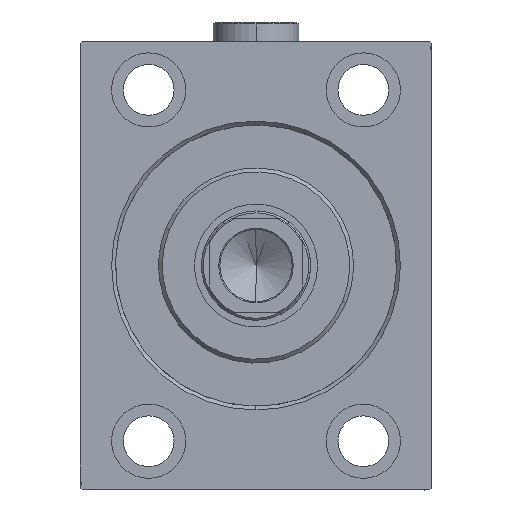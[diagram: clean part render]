
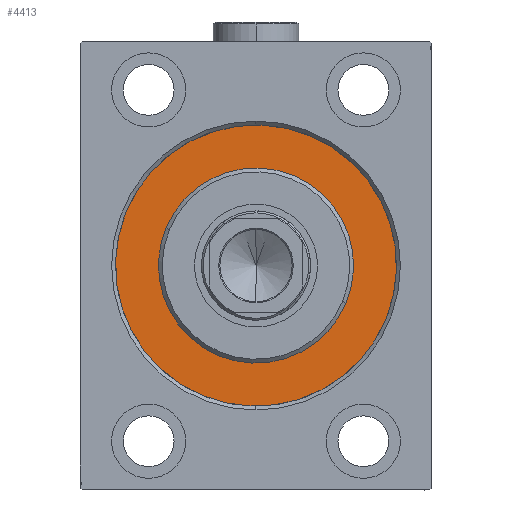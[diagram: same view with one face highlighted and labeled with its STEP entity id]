
A CAD part, left-side view. The second image highlights one B-rep face of the part: STEP entity #4413.
In plain terms, the highlighted face is planar.
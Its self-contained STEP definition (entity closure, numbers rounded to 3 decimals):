
#273 = AXIS2_PLACEMENT_3D ( 'NONE', #38803, #39036, #7650 ) ;
#513 = EDGE_CURVE ( 'NONE', #36182, #44049, #16303, .T. ) ;
#936 = CARTESIAN_POINT ( 'NONE',  ( 0., 0., -36. ) ) ;
#952 = VERTEX_POINT ( 'NONE', #12006 ) ;
#1696 = CARTESIAN_POINT ( 'NONE',  ( 0., 0., -25. ) ) ;
#2239 = EDGE_CURVE ( 'NONE', #952, #38842, #2437, .T. ) ;
#2437 = CIRCLE ( 'NONE', #27331, 36. ) ;
#2535 = DIRECTION ( 'NONE',  ( 0., 0., -1. ) ) ;
#2659 = DIRECTION ( 'NONE',  ( 0., 0., 1. ) ) ;
#3480 = AXIS2_PLACEMENT_3D ( 'NONE', #20766, #13206, #34728 ) ;
#4413 = ADVANCED_FACE ( 'NONE', ( #14066, #7409 ), #42487, .F. ) ;
#7139 = EDGE_LOOP ( 'NONE', ( #13376, #27893 ) ) ;
#7409 = FACE_OUTER_BOUND ( 'NONE', #43723, .T. ) ;
#7650 = DIRECTION ( 'NONE',  ( 0., 0., 1. ) ) ;
#9894 = CIRCLE ( 'NONE', #22464, 36. ) ;
#11846 = CARTESIAN_POINT ( 'NONE',  ( 0., 0., 0. ) ) ;
#11915 = EDGE_CURVE ( 'NONE', #38842, #952, #9894, .T. ) ;
#12006 = CARTESIAN_POINT ( 'NONE',  ( 0., 0., 36. ) ) ;
#12221 = ORIENTED_EDGE ( 'NONE', *, *, #11915, .F. ) ;
#12844 = CARTESIAN_POINT ( 'NONE',  ( 0., 0., 0. ) ) ;
#13206 = DIRECTION ( 'NONE',  ( 1., 0., 0. ) ) ;
#13376 = ORIENTED_EDGE ( 'NONE', *, *, #513, .F. ) ;
#14066 = FACE_BOUND ( 'NONE', #7139, .T. ) ;
#14242 = CARTESIAN_POINT ( 'NONE',  ( 0., 0., 0. ) ) ;
#16303 = CIRCLE ( 'NONE', #22174, 25. ) ;
#18273 = DIRECTION ( 'NONE',  ( 0., 0., 1. ) ) ;
#19733 = DIRECTION ( 'NONE',  ( 1., 0., 0. ) ) ;
#20766 = CARTESIAN_POINT ( 'NONE',  ( 0., 0., 0. ) ) ;
#22174 = AXIS2_PLACEMENT_3D ( 'NONE', #12844, #19733, #2535 ) ;
#22179 = DIRECTION ( 'NONE',  ( -1., 0., 0. ) ) ;
#22464 = AXIS2_PLACEMENT_3D ( 'NONE', #11846, #22179, #18273 ) ;
#23309 = DIRECTION ( 'NONE',  ( -1., 0., 0. ) ) ;
#23499 = EDGE_CURVE ( 'NONE', #44049, #36182, #35707, .T. ) ;
#27331 = AXIS2_PLACEMENT_3D ( 'NONE', #14242, #23309, #2659 ) ;
#27893 = ORIENTED_EDGE ( 'NONE', *, *, #23499, .F. ) ;
#34728 = DIRECTION ( 'NONE',  ( 0., 0., -1. ) ) ;
#35707 = CIRCLE ( 'NONE', #3480, 25. ) ;
#36182 = VERTEX_POINT ( 'NONE', #38461 ) ;
#38461 = CARTESIAN_POINT ( 'NONE',  ( 0., 0., 25. ) ) ;
#38803 = CARTESIAN_POINT ( 'NONE',  ( 0., 0., 0. ) ) ;
#38842 = VERTEX_POINT ( 'NONE', #936 ) ;
#39036 = DIRECTION ( 'NONE',  ( -1., 0., 0. ) ) ;
#40892 = ORIENTED_EDGE ( 'NONE', *, *, #2239, .F. ) ;
#42487 = PLANE ( 'NONE',  #273 ) ;
#43723 = EDGE_LOOP ( 'NONE', ( #12221, #40892 ) ) ;
#44049 = VERTEX_POINT ( 'NONE', #1696 ) ;
